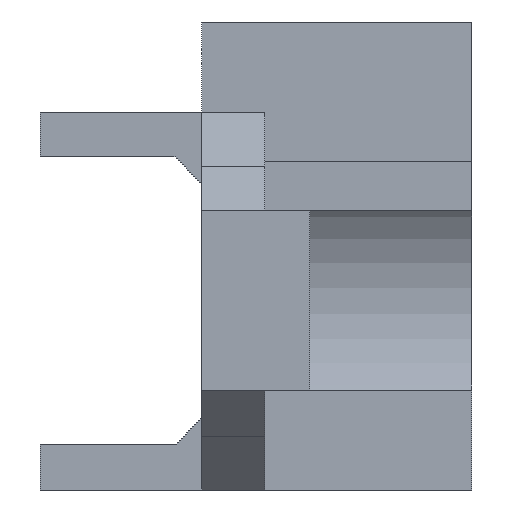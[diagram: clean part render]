
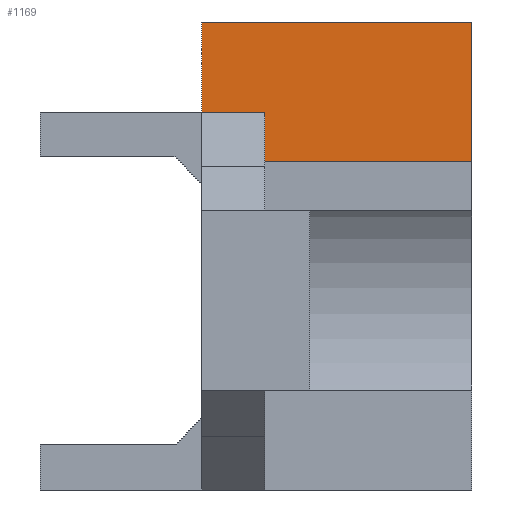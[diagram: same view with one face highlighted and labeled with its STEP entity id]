
A CAD part, left-side view. The second image highlights one B-rep face of the part: STEP entity #1169.
In plain terms, the highlighted planar face has unit normal (-1, 0, 0).
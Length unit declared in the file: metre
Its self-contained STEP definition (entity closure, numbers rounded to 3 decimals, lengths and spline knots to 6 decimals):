
#350=ORIENTED_EDGE('',*,*,#501,.F.);
#351=ORIENTED_EDGE('',*,*,#509,.T.);
#352=ORIENTED_EDGE('',*,*,#505,.T.);
#353=ORIENTED_EDGE('',*,*,#507,.T.);
#354=ORIENTED_EDGE('',*,*,#420,.T.);
#355=ORIENTED_EDGE('',*,*,#472,.T.);
#420=EDGE_CURVE('',#569,#568,#667,.T.);
#472=EDGE_CURVE('',#568,#604,#713,.T.);
#501=EDGE_CURVE('',#616,#604,#741,.T.);
#505=EDGE_CURVE('',#619,#618,#745,.T.);
#507=EDGE_CURVE('',#618,#569,#747,.T.);
#509=EDGE_CURVE('',#616,#619,#749,.T.);
#568=VERTEX_POINT('',#1694);
#569=VERTEX_POINT('',#1696);
#604=VERTEX_POINT('',#1800);
#616=VERTEX_POINT('',#1861);
#618=VERTEX_POINT('',#1868);
#619=VERTEX_POINT('',#1870);
#667=LINE('',#1695,#797);
#713=LINE('',#1801,#843);
#741=LINE('',#1862,#871);
#745=LINE('',#1869,#875);
#747=LINE('',#1874,#877);
#749=LINE('',#1878,#879);
#797=VECTOR('',#1373,1.);
#843=VECTOR('',#1467,1.);
#871=VECTOR('',#1537,1.);
#875=VECTOR('',#1543,1.);
#877=VECTOR('',#1549,1.);
#879=VECTOR('',#1555,1.);
#973=EDGE_LOOP('',(#350,#351,#352,#353,#354,#355));
#1067=FACE_BOUND('',#973,.T.);
#1112=PLANE('',#1263);
#1169=ADVANCED_FACE('',(#1067),#1112,.T.);
#1263=AXIS2_PLACEMENT_3D('',#1879,#1556,#1557);
#1373=DIRECTION('',(0.,0.,-1.));
#1467=DIRECTION('',(0.,-1.,0.));
#1537=DIRECTION('',(0.,0.,1.));
#1543=DIRECTION('',(0.,0.,1.));
#1549=DIRECTION('',(0.,1.,0.));
#1555=DIRECTION('',(0.,-1.,0.));
#1556=DIRECTION('',(-1.,0.,0.));
#1557=DIRECTION('',(0.,-1.,0.));
#1694=CARTESIAN_POINT('',(0.1265,-0.011,0.021));
#1695=CARTESIAN_POINT('',(0.1265,-0.011,0.031));
#1696=CARTESIAN_POINT('',(0.1265,-0.011,0.031));
#1800=CARTESIAN_POINT('',(0.1265,-0.018,0.021));
#1801=CARTESIAN_POINT('',(0.1265,-0.011,0.021));
#1861=CARTESIAN_POINT('',(0.1265,-0.018,0.0155));
#1862=CARTESIAN_POINT('',(0.1265,-0.018,0.));
#1868=CARTESIAN_POINT('',(0.1265,-0.041,0.031));
#1869=CARTESIAN_POINT('',(0.1265,-0.041,0.));
#1870=CARTESIAN_POINT('',(0.1265,-0.041,0.0155));
#1874=CARTESIAN_POINT('',(0.1265,-0.026,0.031));
#1878=CARTESIAN_POINT('',(0.1265,-0.0295,0.0155));
#1879=CARTESIAN_POINT('',(0.1265,-0.026,0.0205));
